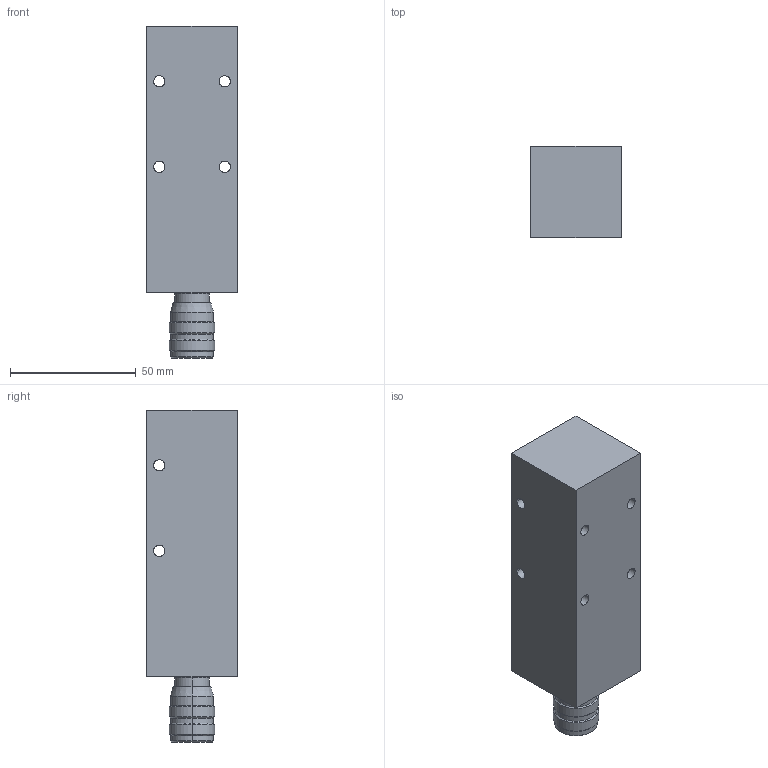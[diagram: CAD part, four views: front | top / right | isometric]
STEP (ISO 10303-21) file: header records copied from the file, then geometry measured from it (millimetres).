
FILE_DESCRIPTION(/* description */ ('VariCAD 2016-1.04 AP-214'),/* implementation_level */ '2;1');
FILE_NAME(/* name */ 'vz_18_310.stp',/* time_stamp */ '2016-06-16T08:36:19+02:00',/* author */ (''),/* organization */ (''),/* preprocessor_version */ 'ST-DEVELOPER v14',/* originating_system */ 'VariCAD 2016-1.04; kernel version (20130303)',/* authorisation */ '');
FILE_SCHEMA (('AUTOMOTIVE_DESIGN'));
Length unit declared in the file: millimetre
Products named in the file (2): vz_18_310; VZ_18_310
Assembly tree (1 placements, depth 2):
  vz_18_310
    VZ_18_310
Bounding box: 36 x 36 x 132 mm (x, y, z)
Volume: 138077.9 mm3; surface area: 22771.1 mm2
Topology: 1 solids, 1 shells, 183 faces, 505 edges, 327 vertices
Faces by surface type: plane 121, cylinder 48, cone 12, torus 2
Entity records: 6154 total; most frequent: CARTESIAN_POINT 1411, ORIENTED_EDGE 1010, DIRECTION 920, EDGE_CURVE 505, LINE 384, VECTOR 384, VERTEX_POINT 327, AXIS2_PLACEMENT_3D 268
